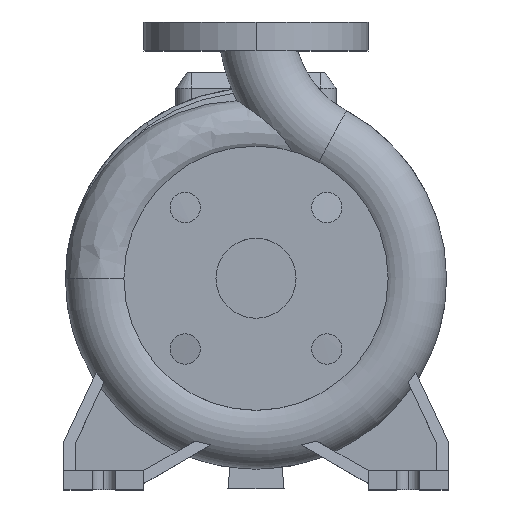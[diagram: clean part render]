
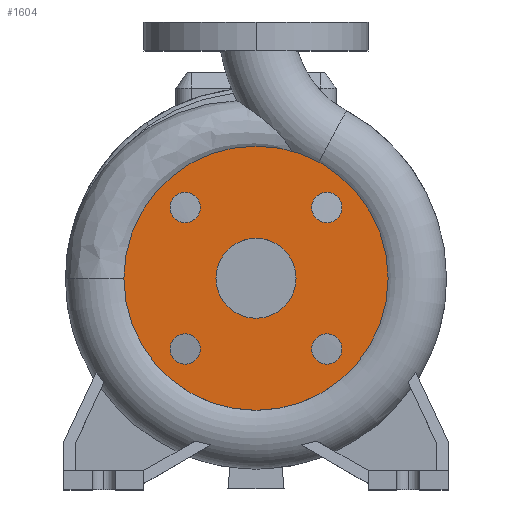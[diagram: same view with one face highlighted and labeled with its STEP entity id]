
A CAD part, top view. The second image highlights one B-rep face of the part: STEP entity #1604.
In plain terms, the highlighted planar face has unit normal (0, 0, 1).
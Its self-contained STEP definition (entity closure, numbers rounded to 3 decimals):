
#10 = ORIENTED_EDGE ( 'NONE', *, *, #2076, .F. ) ;
#502 = DIRECTION ( 'NONE',  ( 1., 0., 0. ) ) ;
#684 = EDGE_CURVE ( 'NONE', #7886, #5689, #11859, .T. ) ;
#752 = CIRCLE ( 'NONE', #11210, 25. ) ;
#1104 = CARTESIAN_POINT ( 'NONE',  ( -53.694, 44.194, 80. ) ) ;
#1161 = DIRECTION ( 'NONE',  ( 1., 0., 0. ) ) ;
#1313 = ORIENTED_EDGE ( 'NONE', *, *, #6766, .F. ) ;
#1526 = DIRECTION ( 'NONE',  ( 0., 0., 1. ) ) ;
#1581 = AXIS2_PLACEMENT_3D ( 'NONE', #11610, #10676, #2060 ) ;
#1604 = ADVANCED_FACE ( 'NONE', ( #7478, #5390, #5328, #10234, #10050, #5460 ), #5274, .F. ) ;
#1860 = CARTESIAN_POINT ( 'NONE',  ( 82.5, 0., 80. ) ) ;
#2004 = ORIENTED_EDGE ( 'NONE', *, *, #10832, .F. ) ;
#2060 = DIRECTION ( 'NONE',  ( 1., 0., 0. ) ) ;
#2076 = EDGE_CURVE ( 'NONE', #10922, #8647, #8654, .T. ) ;
#2110 = DIRECTION ( 'NONE',  ( 0., 0., 1. ) ) ;
#2149 = VERTEX_POINT ( 'NONE', #8451 ) ;
#2232 = DIRECTION ( 'NONE',  ( 0., 0., 1. ) ) ;
#2602 = DIRECTION ( 'NONE',  ( 1., 0., 0. ) ) ;
#2616 = CARTESIAN_POINT ( 'NONE',  ( 0., 0., 80. ) ) ;
#2734 = VERTEX_POINT ( 'NONE', #6903 ) ;
#3023 = DIRECTION ( 'NONE',  ( 1., 0., 0. ) ) ;
#3116 = CIRCLE ( 'NONE', #9964, 9.5 ) ;
#3333 = CIRCLE ( 'NONE', #11376, 9.5 ) ;
#3575 = CARTESIAN_POINT ( 'NONE',  ( 34.694, -44.194, 80. ) ) ;
#3582 = DIRECTION ( 'NONE',  ( 0., 0., 1. ) ) ;
#3710 = ORIENTED_EDGE ( 'NONE', *, *, #684, .F. ) ;
#3820 = ORIENTED_EDGE ( 'NONE', *, *, #6043, .T. ) ;
#3931 = CARTESIAN_POINT ( 'NONE',  ( -25., 0., 80. ) ) ;
#3987 = CIRCLE ( 'NONE', #9008, 9.5 ) ;
#4025 = VERTEX_POINT ( 'NONE', #5895 ) ;
#4492 = EDGE_LOOP ( 'NONE', ( #3820, #7046 ) ) ;
#4551 = DIRECTION ( 'NONE',  ( 0., 0., 1. ) ) ;
#4782 = CARTESIAN_POINT ( 'NONE',  ( -53.694, -44.194, 80. ) ) ;
#4785 = CIRCLE ( 'NONE', #11615, 9.5 ) ;
#4954 = CIRCLE ( 'NONE', #5753, 9.5 ) ;
#5057 = AXIS2_PLACEMENT_3D ( 'NONE', #10141, #1526, #12030 ) ;
#5274 = PLANE ( 'NONE',  #7063 ) ;
#5328 = FACE_BOUND ( 'NONE', #5554, .T. ) ;
#5344 = EDGE_CURVE ( 'NONE', #6230, #2149, #11504, .T. ) ;
#5390 = FACE_BOUND ( 'NONE', #7098, .T. ) ;
#5411 = DIRECTION ( 'NONE',  ( 1., 0., 0. ) ) ;
#5460 = FACE_BOUND ( 'NONE', #7988, .T. ) ;
#5503 = DIRECTION ( 'NONE',  ( 1., 0., 0. ) ) ;
#5549 = AXIS2_PLACEMENT_3D ( 'NONE', #6767, #10536, #9472 ) ;
#5554 = EDGE_LOOP ( 'NONE', ( #8943, #6627 ) ) ;
#5689 = VERTEX_POINT ( 'NONE', #10865 ) ;
#5753 = AXIS2_PLACEMENT_3D ( 'NONE', #8267, #7069, #502 ) ;
#5836 = EDGE_CURVE ( 'NONE', #6797, #6100, #9952, .T. ) ;
#5895 = CARTESIAN_POINT ( 'NONE',  ( 34.694, 44.194, 80. ) ) ;
#6027 = AXIS2_PLACEMENT_3D ( 'NONE', #8908, #2110, #1161 ) ;
#6034 = ORIENTED_EDGE ( 'NONE', *, *, #6175, .F. ) ;
#6043 = EDGE_CURVE ( 'NONE', #6100, #6797, #11174, .T. ) ;
#6083 = AXIS2_PLACEMENT_3D ( 'NONE', #10286, #7644, #5503 ) ;
#6100 = VERTEX_POINT ( 'NONE', #1860 ) ;
#6175 = EDGE_CURVE ( 'NONE', #4025, #2734, #3333, .T. ) ;
#6230 = VERTEX_POINT ( 'NONE', #3931 ) ;
#6301 = CARTESIAN_POINT ( 'NONE',  ( -44.194, -44.194, 80. ) ) ;
#6509 = CARTESIAN_POINT ( 'NONE',  ( 44.194, 44.194, 80. ) ) ;
#6517 = EDGE_CURVE ( 'NONE', #2734, #4025, #3116, .T. ) ;
#6549 = AXIS2_PLACEMENT_3D ( 'NONE', #2616, #10987, #8348 ) ;
#6552 = CARTESIAN_POINT ( 'NONE',  ( -34.694, -44.194, 80. ) ) ;
#6627 = ORIENTED_EDGE ( 'NONE', *, *, #5344, .F. ) ;
#6766 = EDGE_CURVE ( 'NONE', #5689, #7886, #4954, .T. ) ;
#6767 = CARTESIAN_POINT ( 'NONE',  ( 0., 0., 80. ) ) ;
#6797 = VERTEX_POINT ( 'NONE', #10511 ) ;
#6903 = CARTESIAN_POINT ( 'NONE',  ( 53.694, 44.194, 80. ) ) ;
#7046 = ORIENTED_EDGE ( 'NONE', *, *, #5836, .T. ) ;
#7063 = AXIS2_PLACEMENT_3D ( 'NONE', #11246, #10111, #9296 ) ;
#7069 = DIRECTION ( 'NONE',  ( 0., 0., 1. ) ) ;
#7098 = EDGE_LOOP ( 'NONE', ( #7336, #6034 ) ) ;
#7336 = ORIENTED_EDGE ( 'NONE', *, *, #6517, .F. ) ;
#7478 = FACE_BOUND ( 'NONE', #8597, .T. ) ;
#7491 = VERTEX_POINT ( 'NONE', #6552 ) ;
#7541 = VERTEX_POINT ( 'NONE', #4782 ) ;
#7644 = DIRECTION ( 'NONE',  ( 0., 0., 1. ) ) ;
#7770 = ORIENTED_EDGE ( 'NONE', *, *, #8847, .F. ) ;
#7886 = VERTEX_POINT ( 'NONE', #3575 ) ;
#7988 = EDGE_LOOP ( 'NONE', ( #1313, #3710 ) ) ;
#8267 = CARTESIAN_POINT ( 'NONE',  ( 44.194, -44.194, 80. ) ) ;
#8348 = DIRECTION ( 'NONE',  ( 1., 0., 0. ) ) ;
#8451 = CARTESIAN_POINT ( 'NONE',  ( 25., 0., 80. ) ) ;
#8532 = EDGE_CURVE ( 'NONE', #2149, #6230, #752, .T. ) ;
#8597 = EDGE_LOOP ( 'NONE', ( #7770, #10 ) ) ;
#8647 = VERTEX_POINT ( 'NONE', #9866 ) ;
#8654 = CIRCLE ( 'NONE', #5057, 9.5 ) ;
#8847 = EDGE_CURVE ( 'NONE', #8647, #10922, #3987, .T. ) ;
#8908 = CARTESIAN_POINT ( 'NONE',  ( 44.194, -44.194, 80. ) ) ;
#8943 = ORIENTED_EDGE ( 'NONE', *, *, #8532, .F. ) ;
#9008 = AXIS2_PLACEMENT_3D ( 'NONE', #10518, #11642, #3023 ) ;
#9058 = EDGE_CURVE ( 'NONE', #7541, #7491, #4785, .T. ) ;
#9296 = DIRECTION ( 'NONE',  ( -1., 0., 0. ) ) ;
#9472 = DIRECTION ( 'NONE',  ( 1., 0., 0. ) ) ;
#9613 = CIRCLE ( 'NONE', #1581, 9.5 ) ;
#9837 = CARTESIAN_POINT ( 'NONE',  ( 44.194, 44.194, 80. ) ) ;
#9866 = CARTESIAN_POINT ( 'NONE',  ( -34.694, 44.194, 80. ) ) ;
#9952 = CIRCLE ( 'NONE', #6549, 82.5 ) ;
#9964 = AXIS2_PLACEMENT_3D ( 'NONE', #6509, #4551, #2602 ) ;
#10012 = DIRECTION ( 'NONE',  ( 0., 0., 1. ) ) ;
#10050 = FACE_BOUND ( 'NONE', #11450, .T. ) ;
#10111 = DIRECTION ( 'NONE',  ( 0., 0., -1. ) ) ;
#10141 = CARTESIAN_POINT ( 'NONE',  ( -44.194, 44.194, 80. ) ) ;
#10198 = DIRECTION ( 'NONE',  ( 1., 0., 0. ) ) ;
#10234 = FACE_OUTER_BOUND ( 'NONE', #4492, .T. ) ;
#10286 = CARTESIAN_POINT ( 'NONE',  ( 0., 0., 80. ) ) ;
#10511 = CARTESIAN_POINT ( 'NONE',  ( -82.5, 0., 80. ) ) ;
#10518 = CARTESIAN_POINT ( 'NONE',  ( -44.194, 44.194, 80. ) ) ;
#10536 = DIRECTION ( 'NONE',  ( 0., 0., 1. ) ) ;
#10676 = DIRECTION ( 'NONE',  ( 0., 0., 1. ) ) ;
#10832 = EDGE_CURVE ( 'NONE', #7491, #7541, #9613, .T. ) ;
#10865 = CARTESIAN_POINT ( 'NONE',  ( 53.694, -44.194, 80. ) ) ;
#10922 = VERTEX_POINT ( 'NONE', #1104 ) ;
#10958 = ORIENTED_EDGE ( 'NONE', *, *, #9058, .F. ) ;
#10987 = DIRECTION ( 'NONE',  ( 0., 0., 1. ) ) ;
#11149 = CARTESIAN_POINT ( 'NONE',  ( 0., 0., 80. ) ) ;
#11174 = CIRCLE ( 'NONE', #5549, 82.5 ) ;
#11210 = AXIS2_PLACEMENT_3D ( 'NONE', #11149, #10012, #10198 ) ;
#11246 = CARTESIAN_POINT ( 'NONE',  ( 0., 82.5, 80. ) ) ;
#11376 = AXIS2_PLACEMENT_3D ( 'NONE', #9837, #2232, #11727 ) ;
#11450 = EDGE_LOOP ( 'NONE', ( #2004, #10958 ) ) ;
#11504 = CIRCLE ( 'NONE', #6083, 25. ) ;
#11610 = CARTESIAN_POINT ( 'NONE',  ( -44.194, -44.194, 80. ) ) ;
#11615 = AXIS2_PLACEMENT_3D ( 'NONE', #6301, #3582, #5411 ) ;
#11642 = DIRECTION ( 'NONE',  ( 0., 0., 1. ) ) ;
#11727 = DIRECTION ( 'NONE',  ( 1., 0., 0. ) ) ;
#11859 = CIRCLE ( 'NONE', #6027, 9.5 ) ;
#12030 = DIRECTION ( 'NONE',  ( 1., 0., 0. ) ) ;
